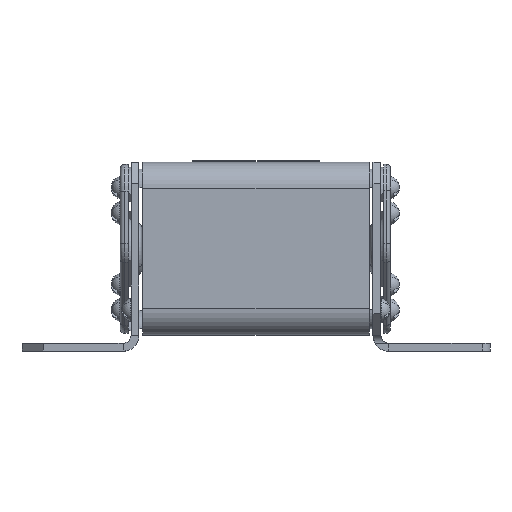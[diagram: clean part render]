
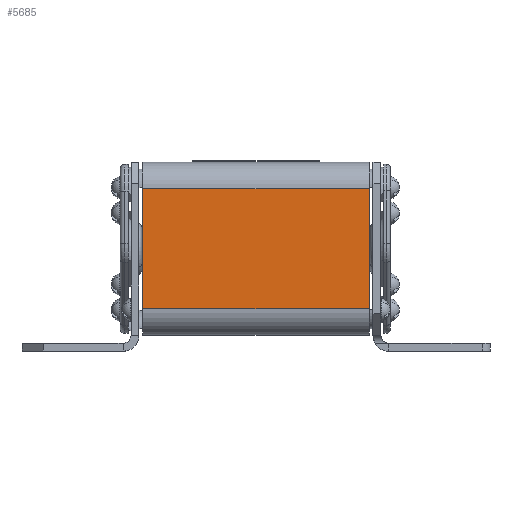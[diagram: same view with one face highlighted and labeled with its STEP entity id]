
A CAD part, top view. The second image highlights one B-rep face of the part: STEP entity #5685.
In plain terms, the highlighted planar face has unit normal (0, 0, 1).
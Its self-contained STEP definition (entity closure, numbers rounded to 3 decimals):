
#2132 = DIRECTION ( 'NONE',  ( 1., 0., 0. ) ) ;
#2133 = VECTOR ( 'NONE', #2132, 1000. ) ;
#2134 = CARTESIAN_POINT ( 'NONE',  ( -41.478, -16.967, 32.5 ) ) ;
#2135 = LINE ( 'NONE', #2134, #2133 ) ;
#2136 = CARTESIAN_POINT ( 'NONE',  ( -41.478, -16.967, 32.5 ) ) ;
#2137 = DIRECTION ( 'NONE',  ( 0., 1., 0. ) ) ;
#2138 = VECTOR ( 'NONE', #2137, 1000. ) ;
#2139 = CARTESIAN_POINT ( 'NONE',  ( -41.478, -16.967, 32.5 ) ) ;
#2140 = LINE ( 'NONE', #2139, #2138 ) ;
#2141 = CARTESIAN_POINT ( 'NONE',  ( -41.478, 28.033, 32.5 ) ) ;
#2142 = DIRECTION ( 'NONE',  ( 1., 0., 0. ) ) ;
#2143 = VECTOR ( 'NONE', #2142, 1000. ) ;
#2144 = CARTESIAN_POINT ( 'NONE',  ( -41.478, 28.033, 32.5 ) ) ;
#2145 = LINE ( 'NONE', #2144, #2143 ) ;
#2146 = CARTESIAN_POINT ( 'NONE',  ( 43.522, 28.033, 32.5 ) ) ;
#2147 = CARTESIAN_POINT ( 'NONE',  ( 43.522, -16.967, 32.5 ) ) ;
#2148 = DIRECTION ( 'NONE',  ( 0., 1., 0. ) ) ;
#2149 = VECTOR ( 'NONE', #2148, 1000. ) ;
#2150 = CARTESIAN_POINT ( 'NONE',  ( 43.522, -16.967, 32.5 ) ) ;
#2151 = LINE ( 'NONE', #2150, #2149 ) ;
#2152 = DIRECTION ( 'NONE',  ( 0., -1., 0. ) ) ;
#2153 = DIRECTION ( 'NONE',  ( 0., 0., -1. ) ) ;
#2154 = CARTESIAN_POINT ( 'NONE',  ( -41.478, -16.967, 32.5 ) ) ;
#2155 = AXIS2_PLACEMENT_3D ( 'NONE', #2154, #2153, #2152 ) ;
#2156 = PLANE ( 'NONE',  #2155 ) ;
#2157 = FACE_OUTER_BOUND ( 'NONE', #5686, .T. ) ;
#5685 = ADVANCED_FACE ( 'NONE', ( #2157 ), #2156, .F. ) ;
#5686 = EDGE_LOOP ( 'NONE', ( #5687, #5691, #5694, #5697 ) ) ;
#5687 = ORIENTED_EDGE ( 'NONE', *, *, #5688, .T. ) ;
#5688 = EDGE_CURVE ( 'NONE', #5689, #5690, #2151, .T. ) ;
#5689 = VERTEX_POINT ( 'NONE', #2147 ) ;
#5690 = VERTEX_POINT ( 'NONE', #2146 ) ;
#5691 = ORIENTED_EDGE ( 'NONE', *, *, #5692, .F. ) ;
#5692 = EDGE_CURVE ( 'NONE', #5693, #5690, #2145, .T. ) ;
#5693 = VERTEX_POINT ( 'NONE', #2141 ) ;
#5694 = ORIENTED_EDGE ( 'NONE', *, *, #5695, .F. ) ;
#5695 = EDGE_CURVE ( 'NONE', #5696, #5693, #2140, .T. ) ;
#5696 = VERTEX_POINT ( 'NONE', #2136 ) ;
#5697 = ORIENTED_EDGE ( 'NONE', *, *, #5698, .T. ) ;
#5698 = EDGE_CURVE ( 'NONE', #5696, #5689, #2135, .T. ) ;
